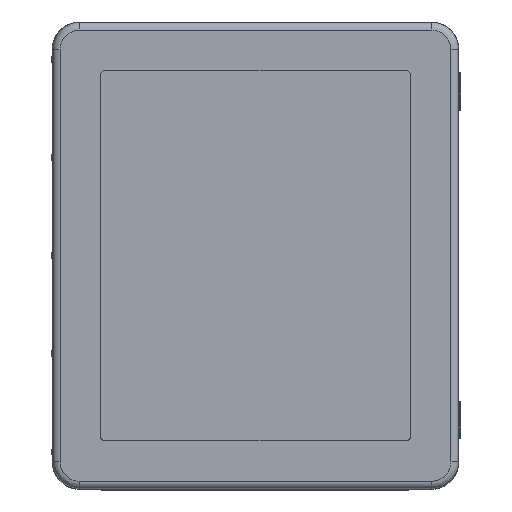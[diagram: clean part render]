
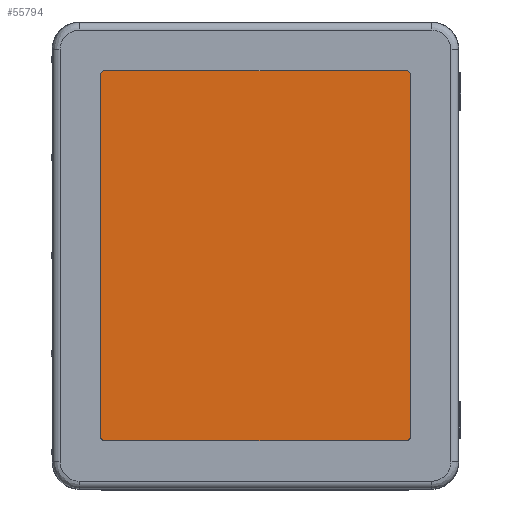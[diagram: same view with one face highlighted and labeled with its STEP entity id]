
A CAD part, top view. The second image highlights one B-rep face of the part: STEP entity #55794.
In plain terms, the highlighted planar face has unit normal (0, 0, 1).
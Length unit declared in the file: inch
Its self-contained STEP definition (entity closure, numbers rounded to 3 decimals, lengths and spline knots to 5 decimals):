
#1014 = EDGE_CURVE ( 'NONE', #35933, #17649, #27053, .T. ) ;
#3126 = DIRECTION ( 'NONE',  ( 1., 0., 0. ) ) ;
#3442 = DIRECTION ( 'NONE',  ( 0., 0., -1. ) ) ;
#4284 = DIRECTION ( 'NONE',  ( -1., 0., 0. ) ) ;
#4846 = DIRECTION ( 'NONE',  ( 0., 0., -1. ) ) ;
#5854 = AXIS2_PLACEMENT_3D ( 'NONE', #54818, #15885, #28690 ) ;
#7226 = ORIENTED_EDGE ( 'NONE', *, *, #37695, .F. ) ;
#7440 = LINE ( 'NONE', #26675, #9463 ) ;
#7904 = CARTESIAN_POINT ( 'NONE',  ( 5.00999, 6.125, 0.19862 ) ) ;
#8338 = ORIENTED_EDGE ( 'NONE', *, *, #32144, .F. ) ;
#8643 = VERTEX_POINT ( 'NONE', #9340 ) ;
#9324 = CARTESIAN_POINT ( 'NONE',  ( -5.11501, 6., 0.19862 ) ) ;
#9340 = CARTESIAN_POINT ( 'NONE',  ( -5.11501, 6., 0.19862 ) ) ;
#9463 = VECTOR ( 'NONE', #39466, 39.37008 ) ;
#11027 = CIRCLE ( 'NONE', #22008, 0.125 ) ;
#12015 = ORIENTED_EDGE ( 'NONE', *, *, #25766, .F. ) ;
#14017 = CARTESIAN_POINT ( 'NONE',  ( -4.99001, -6.125, 0.19862 ) ) ;
#14713 = VERTEX_POINT ( 'NONE', #14017 ) ;
#15880 = CIRCLE ( 'NONE', #5854, 0.125 ) ;
#15885 = DIRECTION ( 'NONE',  ( 0., 0., -1. ) ) ;
#16097 = LINE ( 'NONE', #28502, #35991 ) ;
#16484 = CARTESIAN_POINT ( 'NONE',  ( 5.00999, -6., 0.19862 ) ) ;
#17649 = VERTEX_POINT ( 'NONE', #28959 ) ;
#19933 = EDGE_CURVE ( 'NONE', #14713, #29505, #31029, .T. ) ;
#20111 = DIRECTION ( 'NONE',  ( 0., -1., 0. ) ) ;
#22008 = AXIS2_PLACEMENT_3D ( 'NONE', #16484, #3442, #50653 ) ;
#22110 = CARTESIAN_POINT ( 'NONE',  ( 5.13499, 6., 0.19862 ) ) ;
#23428 = ORIENTED_EDGE ( 'NONE', *, *, #19933, .F. ) ;
#24002 = CARTESIAN_POINT ( 'NONE',  ( -4.99001, 6.125, 0.19862 ) ) ;
#25766 = EDGE_CURVE ( 'NONE', #8643, #35933, #29756, .T. ) ;
#26455 = CARTESIAN_POINT ( 'NONE',  ( 5.00999, -6.125, 0.19862 ) ) ;
#26675 = CARTESIAN_POINT ( 'NONE',  ( -4.99001, -6.125, 0.19862 ) ) ;
#27053 = LINE ( 'NONE', #7904, #28405 ) ;
#27518 = DIRECTION ( 'NONE',  ( 0., 1., 0. ) ) ;
#28266 = PLANE ( 'NONE',  #53685 ) ;
#28405 = VECTOR ( 'NONE', #3126, 39.37008 ) ;
#28502 = CARTESIAN_POINT ( 'NONE',  ( 5.13499, -6., 0.19862 ) ) ;
#28690 = DIRECTION ( 'NONE',  ( -1., 0., 0. ) ) ;
#28959 = CARTESIAN_POINT ( 'NONE',  ( 5.00999, 6.125, 0.19862 ) ) ;
#29505 = VERTEX_POINT ( 'NONE', #34401 ) ;
#29756 = CIRCLE ( 'NONE', #35913, 0.125 ) ;
#30240 = FACE_OUTER_BOUND ( 'NONE', #45129, .T. ) ;
#30333 = VERTEX_POINT ( 'NONE', #39277 ) ;
#30496 = CARTESIAN_POINT ( 'NONE',  ( -4.99001, 6., 0.19862 ) ) ;
#31029 = CIRCLE ( 'NONE', #36969, 0.125 ) ;
#31483 = VERTEX_POINT ( 'NONE', #22110 ) ;
#32144 = EDGE_CURVE ( 'NONE', #31483, #30333, #16097, .T. ) ;
#32950 = EDGE_CURVE ( 'NONE', #17649, #31483, #15880, .T. ) ;
#33087 = ORIENTED_EDGE ( 'NONE', *, *, #53842, .F. ) ;
#34401 = CARTESIAN_POINT ( 'NONE',  ( -5.11501, -6., 0.19862 ) ) ;
#34807 = DIRECTION ( 'NONE',  ( 0., 0., -1. ) ) ;
#35913 = AXIS2_PLACEMENT_3D ( 'NONE', #30496, #4846, #4284 ) ;
#35933 = VERTEX_POINT ( 'NONE', #24002 ) ;
#35991 = VECTOR ( 'NONE', #20111, 39.37008 ) ;
#36969 = AXIS2_PLACEMENT_3D ( 'NONE', #43322, #34807, #52287 ) ;
#37181 = VECTOR ( 'NONE', #27518, 39.37008 ) ;
#37695 = EDGE_CURVE ( 'NONE', #30333, #40244, #11027, .T. ) ;
#37715 = ORIENTED_EDGE ( 'NONE', *, *, #1014, .F. ) ;
#38974 = ORIENTED_EDGE ( 'NONE', *, *, #48209, .F. ) ;
#39277 = CARTESIAN_POINT ( 'NONE',  ( 5.13499, -6., 0.19862 ) ) ;
#39466 = DIRECTION ( 'NONE',  ( -1., 0., 0. ) ) ;
#40244 = VERTEX_POINT ( 'NONE', #26455 ) ;
#41265 = DIRECTION ( 'NONE',  ( 1., 0., 0. ) ) ;
#43322 = CARTESIAN_POINT ( 'NONE',  ( -4.99001, -6., 0.19862 ) ) ;
#45129 = EDGE_LOOP ( 'NONE', ( #8338, #53495, #37715, #12015, #33087, #23428, #38974, #7226 ) ) ;
#48209 = EDGE_CURVE ( 'NONE', #40244, #14713, #7440, .T. ) ;
#48763 = LINE ( 'NONE', #9324, #37181 ) ;
#49441 = CARTESIAN_POINT ( 'NONE',  ( 0.00999, 0., 0.19862 ) ) ;
#50653 = DIRECTION ( 'NONE',  ( -1., 0., 0. ) ) ;
#52287 = DIRECTION ( 'NONE',  ( -1., 0., 0. ) ) ;
#53495 = ORIENTED_EDGE ( 'NONE', *, *, #32950, .F. ) ;
#53685 = AXIS2_PLACEMENT_3D ( 'NONE', #49441, #53827, #41265 ) ;
#53827 = DIRECTION ( 'NONE',  ( 0., 0., 1. ) ) ;
#53842 = EDGE_CURVE ( 'NONE', #29505, #8643, #48763, .T. ) ;
#54818 = CARTESIAN_POINT ( 'NONE',  ( 5.00999, 6., 0.19862 ) ) ;
#55794 = ADVANCED_FACE ( 'NONE', ( #30240 ), #28266, .T. ) ;
